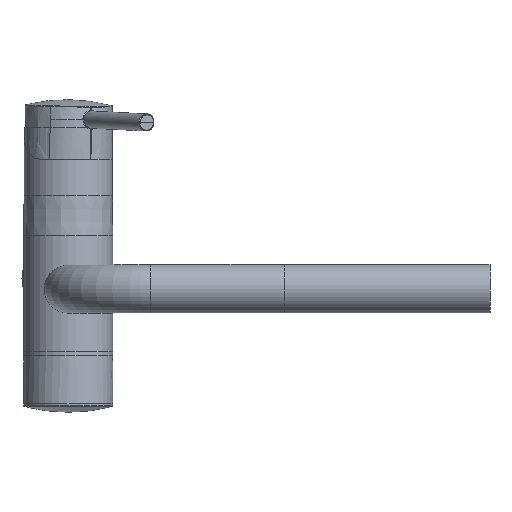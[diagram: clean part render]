
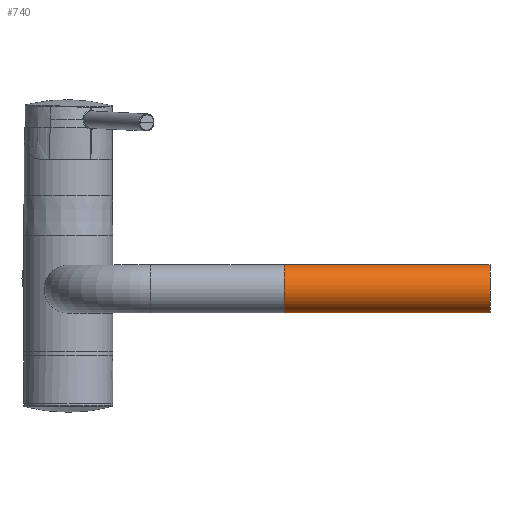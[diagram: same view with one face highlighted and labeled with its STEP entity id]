
A CAD part, top view. The second image highlights one B-rep face of the part: STEP entity #740.
In plain terms, the highlighted cylindrical face has radius 14 mm (diameter 28 mm), a full revolution.
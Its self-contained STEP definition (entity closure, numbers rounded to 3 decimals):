
#166=CYLINDRICAL_SURFACE('',#877,14.);
#180=ORIENTED_EDGE('',*,*,#359,.T.);
#181=ORIENTED_EDGE('',*,*,#358,.F.);
#358=EDGE_CURVE('',#472,#472,#560,.T.);
#359=EDGE_CURVE('',#473,#473,#561,.T.);
#472=VERTEX_POINT('',#1102);
#473=VERTEX_POINT('',#1105);
#560=CIRCLE('',#876,14.);
#561=CIRCLE('',#878,14.);
#596=EDGE_LOOP('',(#180));
#597=EDGE_LOOP('',(#181));
#663=FACE_BOUND('',#596,.T.);
#664=FACE_BOUND('',#597,.T.);
#740=ADVANCED_FACE('',(#663,#664),#166,.T.);
#876=AXIS2_PLACEMENT_3D('',#1101,#949,#950);
#877=AXIS2_PLACEMENT_3D('',#1103,#951,#952);
#878=AXIS2_PLACEMENT_3D('',#1104,#953,#954);
#949=DIRECTION('',(-1.,0.,0.));
#950=DIRECTION('',(0.,1.,0.));
#951=DIRECTION('',(-1.,0.,0.));
#952=DIRECTION('',(0.,1.,0.));
#953=DIRECTION('',(-1.,0.,0.));
#954=DIRECTION('',(0.,1.,0.));
#1101=CARTESIAN_POINT('',(126.,-6.4,313.7));
#1102=CARTESIAN_POINT('',(126.,7.6,313.7));
#1103=CARTESIAN_POINT('',(246.,-6.4,313.7));
#1104=CARTESIAN_POINT('',(246.,-6.4,313.7));
#1105=CARTESIAN_POINT('',(246.,7.6,313.7));
